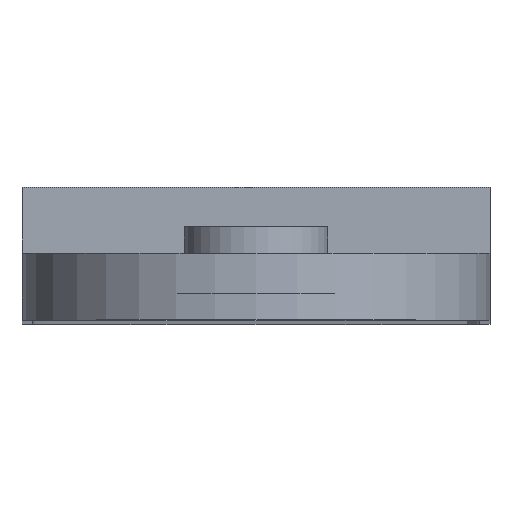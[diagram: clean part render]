
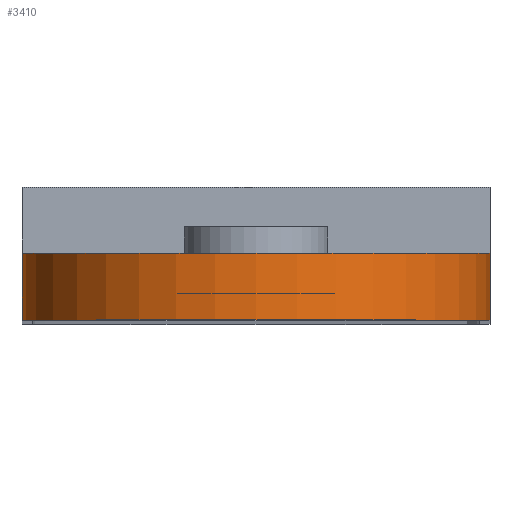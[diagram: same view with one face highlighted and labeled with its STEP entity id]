
A CAD part, top view. The second image highlights one B-rep face of the part: STEP entity #3410.
In plain terms, the highlighted cylindrical face has radius 17.5 mm (diameter 35 mm), a partial arc.
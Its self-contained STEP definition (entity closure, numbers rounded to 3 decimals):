
#528=FACE_OUTER_BOUND('',#745,.T.);
#745=EDGE_LOOP('',(#3203,#3204,#3205,#3206));
#1068=LINE('',#6036,#1392);
#1071=LINE('',#6041,#1395);
#1392=VECTOR('',#4217,10.);
#1395=VECTOR('',#4224,10.);
#1406=CIRCLE('',#3444,17.5);
#1423=CIRCLE('',#3474,17.5);
#1446=VERTEX_POINT('',#4271);
#1447=VERTEX_POINT('',#4273);
#1474=VERTEX_POINT('',#4349);
#1475=VERTEX_POINT('',#4350);
#1773=EDGE_CURVE('',#1446,#1447,#1406,.T.);
#1809=EDGE_CURVE('',#1474,#1475,#1423,.T.);
#2235=EDGE_CURVE('',#1474,#1446,#1068,.T.);
#2238=EDGE_CURVE('',#1475,#1447,#1071,.T.);
#3203=ORIENTED_EDGE('',*,*,#1809,.T.);
#3204=ORIENTED_EDGE('',*,*,#2238,.T.);
#3205=ORIENTED_EDGE('',*,*,#1773,.F.);
#3206=ORIENTED_EDGE('',*,*,#2235,.F.);
#3224=CYLINDRICAL_SURFACE('',#3583,17.5);
#3410=ADVANCED_FACE('',(#528),#3224,.T.);
#3444=AXIS2_PLACEMENT_3D('',#4274,#3632,#3633);
#3474=AXIS2_PLACEMENT_3D('',#4351,#3711,#3712);
#3583=AXIS2_PLACEMENT_3D('',#6042,#4225,#4226);
#3632=DIRECTION('center_axis',(0.,1.,0.));
#3633=DIRECTION('ref_axis',(-1.,0.,0.));
#3711=DIRECTION('center_axis',(0.,1.,0.));
#3712=DIRECTION('ref_axis',(-1.,0.,0.));
#4217=DIRECTION('',(0.,1.,0.));
#4224=DIRECTION('',(0.,1.,0.));
#4225=DIRECTION('center_axis',(0.,1.,0.));
#4226=DIRECTION('ref_axis',(-1.,0.,0.));
#4271=CARTESIAN_POINT('',(-17.5,5.,107.));
#4273=CARTESIAN_POINT('',(17.5,5.,107.));
#4274=CARTESIAN_POINT('Origin',(0.,5.,107.));
#4349=CARTESIAN_POINT('',(-17.5,0.,107.));
#4350=CARTESIAN_POINT('',(17.5,0.,107.));
#4351=CARTESIAN_POINT('Origin',(0.,0.,107.));
#6036=CARTESIAN_POINT('',(-17.5,0.,107.));
#6041=CARTESIAN_POINT('',(17.5,0.,107.));
#6042=CARTESIAN_POINT('Origin',(0.,0.,107.));
